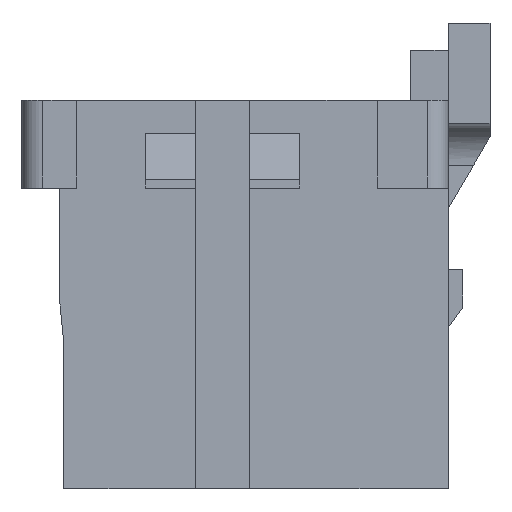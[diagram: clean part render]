
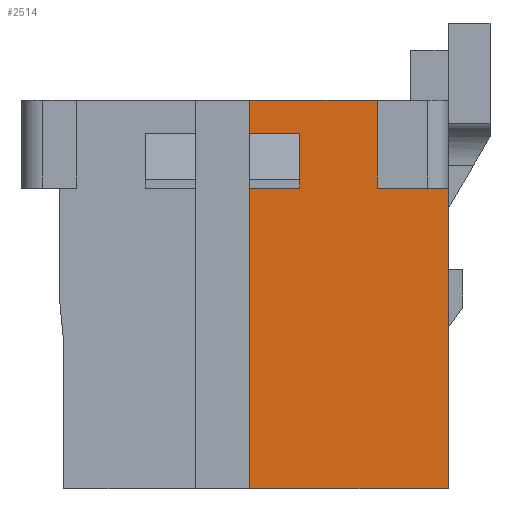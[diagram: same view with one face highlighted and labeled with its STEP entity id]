
A CAD part, left-side view. The second image highlights one B-rep face of the part: STEP entity #2514.
In plain terms, the highlighted planar face has unit normal (-1, 0, 0).
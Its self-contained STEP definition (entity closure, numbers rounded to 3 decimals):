
#2514 = ADVANCED_FACE( '', ( #5264 ), #5265, .F. );
#5264 = FACE_OUTER_BOUND( '', #8170, .T. );
#5265 = PLANE( '', #8171 );
#8170 = EDGE_LOOP( '', ( #16129, #16130, #16131, #16132, #16133, #16134, #16135, #16136, #16137, #16138 ) );
#8171 = AXIS2_PLACEMENT_3D( '', #16139, #16140, #16141 );
#16129 = ORIENTED_EDGE( '', *, *, #18524, .T. );
#16130 = ORIENTED_EDGE( '', *, *, #20879, .T. );
#16131 = ORIENTED_EDGE( '', *, *, #20471, .F. );
#16132 = ORIENTED_EDGE( '', *, *, #19117, .F. );
#16133 = ORIENTED_EDGE( '', *, *, #18317, .F. );
#16134 = ORIENTED_EDGE( '', *, *, #20444, .F. );
#16135 = ORIENTED_EDGE( '', *, *, #20710, .F. );
#16136 = ORIENTED_EDGE( '', *, *, #18950, .F. );
#16137 = ORIENTED_EDGE( '', *, *, #20470, .F. );
#16138 = ORIENTED_EDGE( '', *, *, #20880, .T. );
#16139 = CARTESIAN_POINT( '', ( -15.8, 0., 0. ) );
#16140 = DIRECTION( '', ( 1., 0., 0. ) );
#16141 = DIRECTION( '', ( 0., 0., -1. ) );
#18317 = EDGE_CURVE( '', #22424, #22426, #22427, .T. );
#18524 = EDGE_CURVE( '', #22760, #22761, #22762, .T. );
#18950 = EDGE_CURVE( '', #23451, #23453, #23454, .T. );
#19117 = EDGE_CURVE( '', #22426, #23743, #23744, .T. );
#20444 = EDGE_CURVE( '', #25533, #22424, #25535, .T. );
#20470 = EDGE_CURVE( '', #25567, #23451, #25569, .T. );
#20471 = EDGE_CURVE( '', #23743, #25570, #25571, .T. );
#20710 = EDGE_CURVE( '', #23453, #25533, #25837, .T. );
#20879 = EDGE_CURVE( '', #22761, #25570, #26024, .T. );
#20880 = EDGE_CURVE( '', #25567, #22760, #26025, .T. );
#22424 = VERTEX_POINT( '', #28192 );
#22426 = VERTEX_POINT( '', #28195 );
#22427 = LINE( '', #28196, #28197 );
#22760 = VERTEX_POINT( '', #28692 );
#22761 = VERTEX_POINT( '', #28693 );
#22762 = LINE( '', #28694, #28695 );
#23451 = VERTEX_POINT( '', #29730 );
#23453 = VERTEX_POINT( '', #29733 );
#23454 = LINE( '', #29734, #29735 );
#23743 = VERTEX_POINT( '', #30183 );
#23744 = LINE( '', #30184, #30185 );
#25533 = VERTEX_POINT( '', #32922 );
#25535 = LINE( '', #32925, #32926 );
#25567 = VERTEX_POINT( '', #32974 );
#25569 = LINE( '', #32977, #32978 );
#25570 = VERTEX_POINT( '', #32979 );
#25571 = LINE( '', #32980, #32981 );
#25837 = LINE( '', #33385, #33386 );
#26024 = LINE( '', #33649, #33650 );
#26025 = LINE( '', #33651, #33652 );
#28192 = CARTESIAN_POINT( '', ( -15.8, -5.1, 2.55 ) );
#28195 = CARTESIAN_POINT( '', ( -15.8, -5.1, -4.65 ) );
#28196 = CARTESIAN_POINT( '', ( -15.8, -5.1, 4.65 ) );
#28197 = VECTOR( '', #34603, 1000. );
#28692 = CARTESIAN_POINT( '', ( -15.8, -1.55, 3.85 ) );
#28693 = CARTESIAN_POINT( '', ( -15.8, -1.55, 2.55 ) );
#28694 = CARTESIAN_POINT( '', ( -15.8, -1.55, 3.85 ) );
#28695 = VECTOR( '', #34772, 1000. );
#29730 = CARTESIAN_POINT( '', ( -15.8, -0.35, 4.65 ) );
#29733 = CARTESIAN_POINT( '', ( -15.8, -3.4, 4.65 ) );
#29734 = CARTESIAN_POINT( '', ( -15.8, 5.1, 4.65 ) );
#29735 = VECTOR( '', #35132, 1000. );
#30183 = CARTESIAN_POINT( '', ( -15.8, -0.35, -4.65 ) );
#30184 = CARTESIAN_POINT( '', ( -15.8, -5.1, -4.65 ) );
#30185 = VECTOR( '', #35301, 1000. );
#32922 = CARTESIAN_POINT( '', ( -15.8, -3.4, 2.55 ) );
#32925 = CARTESIAN_POINT( '', ( -15.8, -3.4, 2.55 ) );
#32926 = VECTOR( '', #36305, 1000. );
#32974 = CARTESIAN_POINT( '', ( -15.8, -0.35, 3.85 ) );
#32977 = CARTESIAN_POINT( '', ( -15.8, -0.35, -4.65 ) );
#32978 = VECTOR( '', #36323, 1000. );
#32979 = CARTESIAN_POINT( '', ( -15.8, -0.35, 2.55 ) );
#32980 = CARTESIAN_POINT( '', ( -15.8, -0.35, -4.65 ) );
#32981 = VECTOR( '', #36324, 1000. );
#33385 = CARTESIAN_POINT( '', ( -15.8, -3.4, 4.65 ) );
#33386 = VECTOR( '', #36466, 1000. );
#33649 = CARTESIAN_POINT( '', ( -15.8, -1.55, 2.55 ) );
#33650 = VECTOR( '', #36561, 1000. );
#33651 = CARTESIAN_POINT( '', ( -15.8, -0.35, 3.85 ) );
#33652 = VECTOR( '', #36562, 1000. );
#34603 = DIRECTION( '', ( 0., 0., -1. ) );
#34772 = DIRECTION( '', ( 0., 0., -1. ) );
#35132 = DIRECTION( '', ( 0., -1., 0. ) );
#35301 = DIRECTION( '', ( 0., 1., 0. ) );
#36305 = DIRECTION( '', ( 0., -1., 0. ) );
#36323 = DIRECTION( '', ( 0., 0., 1. ) );
#36324 = DIRECTION( '', ( 0., 0., 1. ) );
#36466 = DIRECTION( '', ( 0., 0., -1. ) );
#36561 = DIRECTION( '', ( 0., 1., 0. ) );
#36562 = DIRECTION( '', ( 0., -1., 0. ) );
